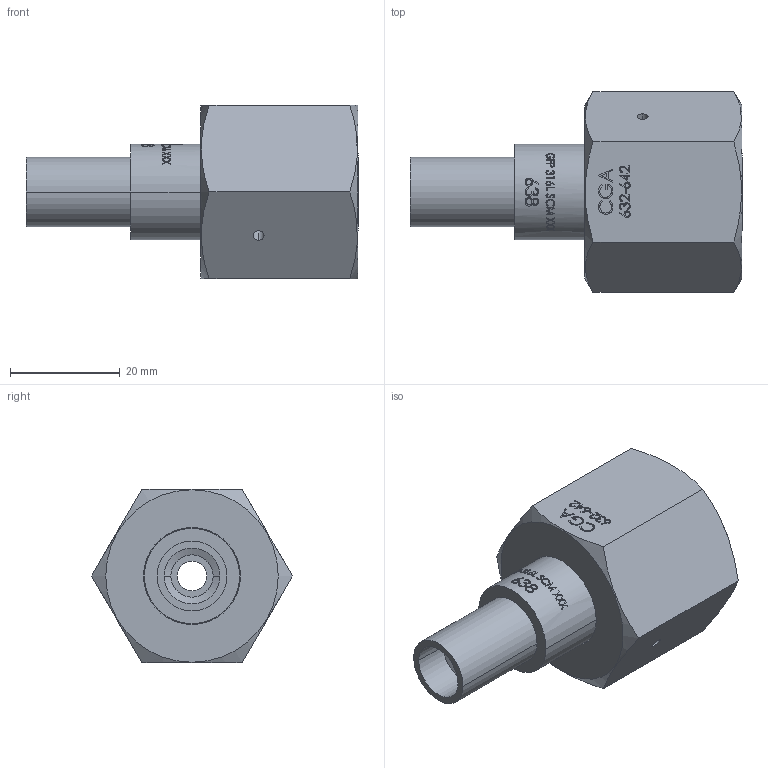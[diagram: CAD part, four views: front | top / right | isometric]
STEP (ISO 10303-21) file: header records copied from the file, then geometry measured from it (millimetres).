
FILE_DESCRIPTION (( 'STEP AP203' ), '1' );
FILE_NAME ('INL-638SS-8TS-N.STEP', '2025-01-29T13:07:08', ( '' ), ( '' ), 'SwSTEP 2.0', 'SolidWorks 2018', '' );
FILE_SCHEMA (( 'CONFIG_CONTROL_DESIGN' ));
Length unit declared in the file: inch
Products named in the file (6): ASY-000751; INL-638SS-8TS-N; PRT-001176; PRT-000988; PRT-002742; PRT-000551
Assembly tree (5 placements, depth 3):
  INL-638SS-8TS-N
    PRT-000988
    PRT-000551
    ASY-000751
      PRT-001176
      PRT-002742
Bounding box: 60.64 x 36.66 x 31.75 mm (x, y, z)
Volume: 22879.7 mm3; surface area: 13213.3 mm2
Topology: 4 solids, 4 shells, 305 faces, 1074 edges, 826 vertices
Faces by surface type: plane 102, cylinder 80, bspline 67, cone 32, torus 24
Entity records: 22652 total; most frequent: CARTESIAN_POINT 13501, ORIENTED_EDGE 2148, DIRECTION 1256, EDGE_CURVE 1074, VERTEX_POINT 826, B_SPLINE_CURVE_WITH_KNOTS 516, AXIS2_PLACEMENT_3D 451, EDGE_LOOP 364
